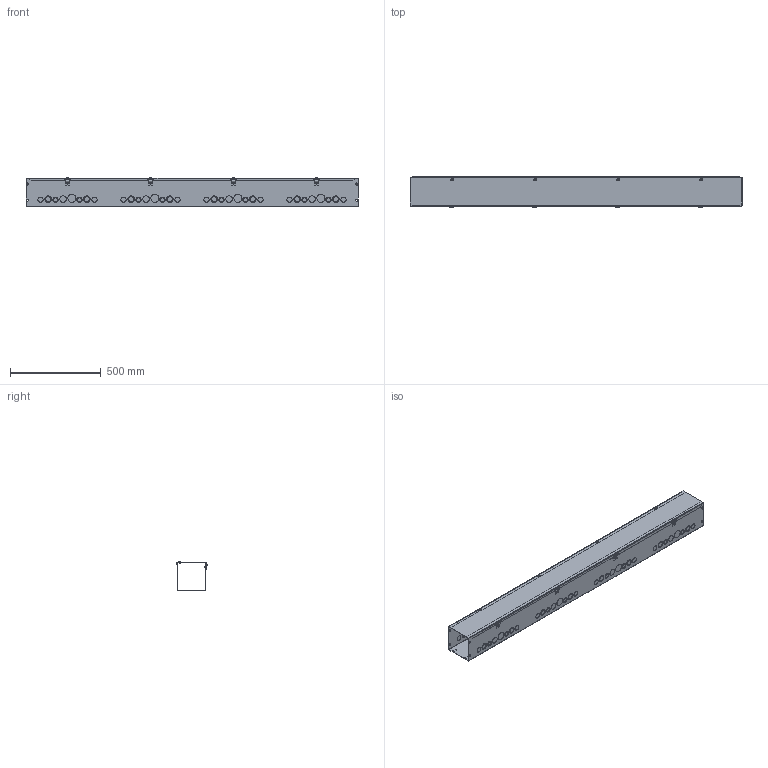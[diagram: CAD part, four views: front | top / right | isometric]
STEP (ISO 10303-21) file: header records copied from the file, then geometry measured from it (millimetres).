
FILE_DESCRIPTION(/* description */ ('HS_BLR 6X6X72'),/* implementation_level */ '2;1');
FILE_NAME(/* name */ 'HS666.stp',/* time_stamp */ '2017-06-12T12:16:01+06:00',/* author */ ('vdas'),/* organization */ (''),/* preprocessor_version */ 'ST-DEVELOPER v16.1',/* originating_system */ 'Autodesk Inventor 2016',/* authorisation */ '');
FILE_SCHEMA (('AUTOMOTIVE_DESIGN { 1 0 10303 214 3 1 1 }'));
Length unit declared in the file: inch
Products named in the file (5): HS666BLR; HS666LID; 372141; 31816; HS666
Assembly tree (14 placements, depth 2):
  HS666
    HS666BLR
    HS666LID
    372141  x8
    31816  x4
Bounding box: 1828.8 x 165.54 x 160.59 mm (x, y, z)
Volume: 2012106 mm3; surface area: 2519451.7 mm2
Topology: 14 solids, 14 shells, 1179 faces, 2733 edges, 1686 vertices
Faces by surface type: plane 551, cylinder 296, cone 216, torus 104, bspline 12
Full cylindrical faces by diameter (mm): 4.089 x8, 4.595 x64, 6.35 x4, 7.938 x8, 22.225 x16, 28.575 x32, 28.6 x16, 34.925 x24, 44.45 x8
Entity records: 15206 total; most frequent: CARTESIAN_POINT 2830, DIRECTION 2511, ORIENTED_EDGE 2102, EDGE_CURVE 1051, AXIS2_PLACEMENT_3D 959, EDGE_LOOP 867, VERTEX_POINT 768, LINE 593
